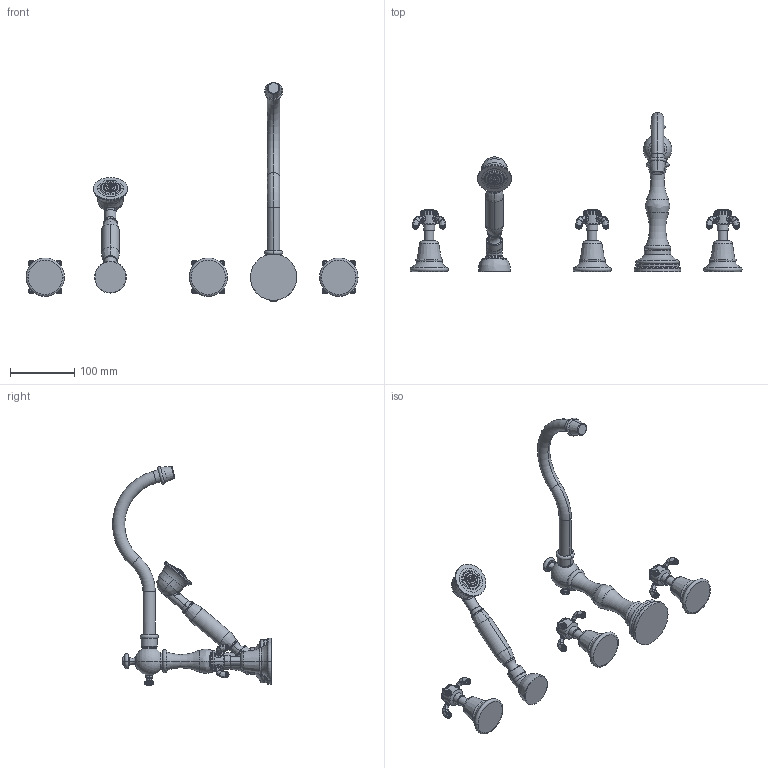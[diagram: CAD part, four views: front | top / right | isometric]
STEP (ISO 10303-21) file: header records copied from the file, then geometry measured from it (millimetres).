
FILE_DESCRIPTION((''),'2;1');
FILE_NAME('3-1687_SW0001','2010-11-02T',('project'),(''),'PRO/ENGINEER BY PARAMETRIC TECHNOLOGY CORPORATION, 2009300','PRO/ENGINEER BY PARAMETRIC TECHNOLOGY CORPORATION, 2009300','');
FILE_SCHEMA(('CONFIG_CONTROL_DESIGN'));
Length unit declared in the file: inch
Products named in the file (1): 3-1687_SW0001
Bounding box: 516.88 x 247.51 x 341.43 mm (x, y, z)
Surface area: 150076.9 mm2 (no closed solid volume)
Topology: 0 solids, 119 shells, 1008 faces, 3129 edges, 2126 vertices
Faces by surface type: bspline 625, torus 114, cylinder 110, sphere 62, plane 50, cone 47
Entity records: 60443 total; most frequent: CARTESIAN_POINT 38642, ORIENTED_EDGE 4776, DIRECTION 3108, EDGE_CURVE 3051, VERTEX_POINT 2126, B_SPLINE_CURVE_WITH_KNOTS 1764, AXIS2_PLACEMENT_3D 1438, CIRCLE 1055
